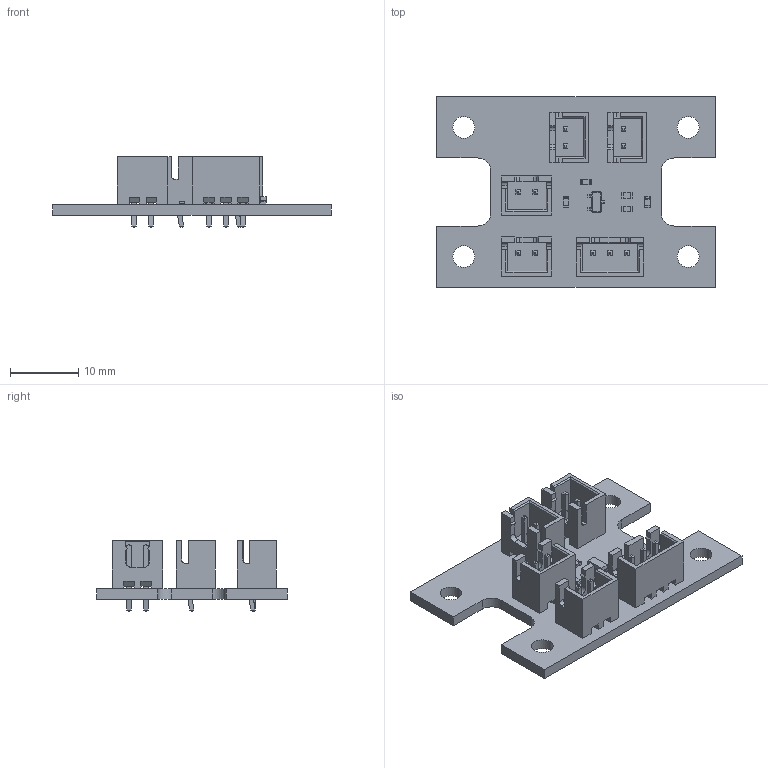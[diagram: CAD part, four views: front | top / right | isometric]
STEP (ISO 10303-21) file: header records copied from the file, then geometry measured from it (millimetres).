
FILE_DESCRIPTION(('KiCad electronic assembly'),'2;1');
FILE_NAME('Leak_Sensor_PCB.step','2025-02-02T18:29:13',('Pcbnew'),( 'Kicad'),'Open CASCADE STEP processor 7.8','KiCad to STEP converter' ,'Unknown');
FILE_SCHEMA(('AUTOMOTIVE_DESIGN { 1 0 10303 214 1 1 1 1 }'));
Length unit declared in the file: millimetre
Products named in the file (12): Leak_Sensor_PCB 1; JST_XH_B2B-XH-A_1x02_P2.50mm_Vertical; JST_B2B_XH_A; R_0603_1608Metric; LED_0603_1608Metric; SOT-23; SOT_23; JST_XH_B3B-XH-A_1x03_P2.50mm_Vertical; JST_B3B_XH_A; Schematic + PCB_PCB
Assembly tree (17 placements, depth 3):
  Leak_Sensor_PCB 1
    JST_XH_B2B-XH-A_1x02_P2.50mm_Vertical  x4
      JST_B2B_XH_A
    R_0603_1608Metric  x4
      R_0603_1608Metric
    LED_0603_1608Metric
      LED_0603_1608Metric
    SOT-23
      SOT_23
    JST_XH_B3B-XH-A_1x03_P2.50mm_Vertical
      JST_B3B_XH_A
    Schematic + PCB_PCB
Bounding box: 41 x 28 x 10.4 mm (x, y, z)
Volume: 2353.1 mm3; surface area: 4440.4 mm2
Topology: 12 solids, 12 shells, 736 faces, 1943 edges, 1254 vertices
Faces by surface type: plane 618, cylinder 91, bspline 27
Full cylindrical faces by diameter (mm): 0.95 x3, 1 x8, 3.2 x4
Entity records: 14552 total; most frequent: CARTESIAN_POINT 2198, ORIENTED_EDGE 2044, DIRECTION 1864, EDGE_CURVE 1022, LINE 880, VECTOR 880, VERTEX_POINT 654, AXIS2_PLACEMENT_3D 492
